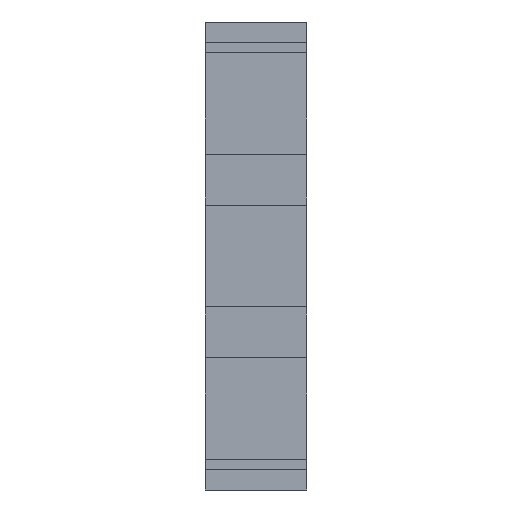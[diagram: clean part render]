
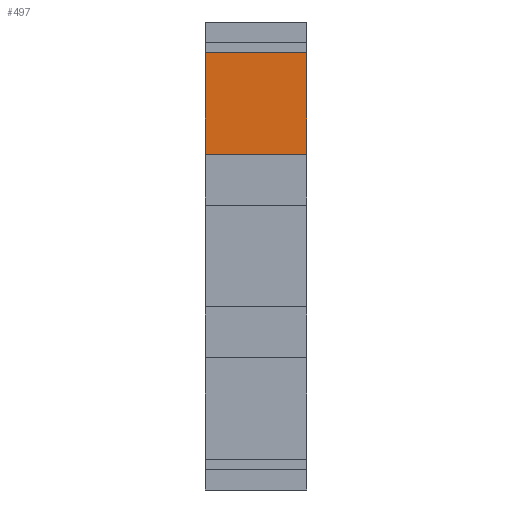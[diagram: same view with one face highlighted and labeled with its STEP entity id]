
A CAD part, left-side view. The second image highlights one B-rep face of the part: STEP entity #497.
In plain terms, the highlighted planar face has unit normal (-1, 0, 0).
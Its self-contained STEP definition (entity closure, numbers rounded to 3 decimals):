
#4 = VERTEX_POINT ( 'NONE', #526 ) ;
#44 = CARTESIAN_POINT ( 'NONE',  ( -2.5, 2.5, 5. ) ) ;
#69 = EDGE_CURVE ( 'NONE', #1016, #148, #857, .T. ) ;
#148 = VERTEX_POINT ( 'NONE', #1487 ) ;
#157 = ORIENTED_EDGE ( 'NONE', *, *, #1017, .F. ) ;
#212 = DIRECTION ( 'NONE',  ( 0., 0., -1. ) ) ;
#257 = CARTESIAN_POINT ( 'NONE',  ( -2.5, 2.5, 10. ) ) ;
#263 = ORIENTED_EDGE ( 'NONE', *, *, #1223, .T. ) ;
#284 = DIRECTION ( 'NONE',  ( 0., 0., 1. ) ) ;
#308 = EDGE_CURVE ( 'NONE', #1162, #4, #1502, .T. ) ;
#339 = CARTESIAN_POINT ( 'NONE',  ( -2.5, -2.5, 0. ) ) ;
#413 = CARTESIAN_POINT ( 'NONE',  ( -2.5, 2.5, 0. ) ) ;
#422 = FACE_OUTER_BOUND ( 'NONE', #1810, .T. ) ;
#436 = CARTESIAN_POINT ( 'NONE',  ( -2.5, 2.5, 0. ) ) ;
#497 = ADVANCED_FACE ( 'NONE', ( #422 ), #1432, .T. ) ;
#526 = CARTESIAN_POINT ( 'NONE',  ( -2.5, -2.5, 10. ) ) ;
#617 = VECTOR ( 'NONE', #212, 1000. ) ;
#664 = DIRECTION ( 'NONE',  ( 0., 0., -1. ) ) ;
#797 = CARTESIAN_POINT ( 'NONE',  ( -2.5, 2.5, 10. ) ) ;
#803 = LINE ( 'NONE', #413, #1271 ) ;
#857 = LINE ( 'NONE', #1845, #1801 ) ;
#946 = DIRECTION ( 'NONE',  ( 0., -1., 0. ) ) ;
#1016 = VERTEX_POINT ( 'NONE', #44 ) ;
#1017 = EDGE_CURVE ( 'NONE', #4, #148, #1351, .T. ) ;
#1031 = AXIS2_PLACEMENT_3D ( 'NONE', #436, #1412, #284 ) ;
#1135 = ORIENTED_EDGE ( 'NONE', *, *, #69, .T. ) ;
#1162 = VERTEX_POINT ( 'NONE', #257 ) ;
#1223 = EDGE_CURVE ( 'NONE', #1162, #1016, #803, .T. ) ;
#1271 = VECTOR ( 'NONE', #664, 1000. ) ;
#1351 = LINE ( 'NONE', #339, #617 ) ;
#1388 = VECTOR ( 'NONE', #946, 1000. ) ;
#1412 = DIRECTION ( 'NONE',  ( -1., 0., 0. ) ) ;
#1432 = PLANE ( 'NONE',  #1031 ) ;
#1487 = CARTESIAN_POINT ( 'NONE',  ( -2.5, -2.5, 5. ) ) ;
#1502 = LINE ( 'NONE', #797, #1388 ) ;
#1586 = DIRECTION ( 'NONE',  ( 0., -1., 0. ) ) ;
#1632 = ORIENTED_EDGE ( 'NONE', *, *, #308, .F. ) ;
#1801 = VECTOR ( 'NONE', #1586, 1000. ) ;
#1810 = EDGE_LOOP ( 'NONE', ( #157, #1632, #263, #1135 ) ) ;
#1845 = CARTESIAN_POINT ( 'NONE',  ( -2.5, 2.5, 5. ) ) ;
